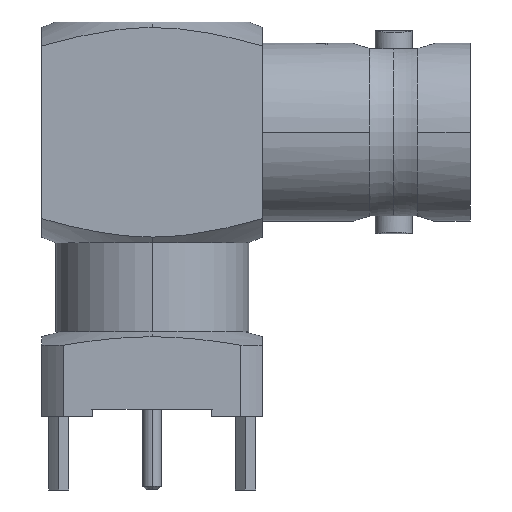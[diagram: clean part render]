
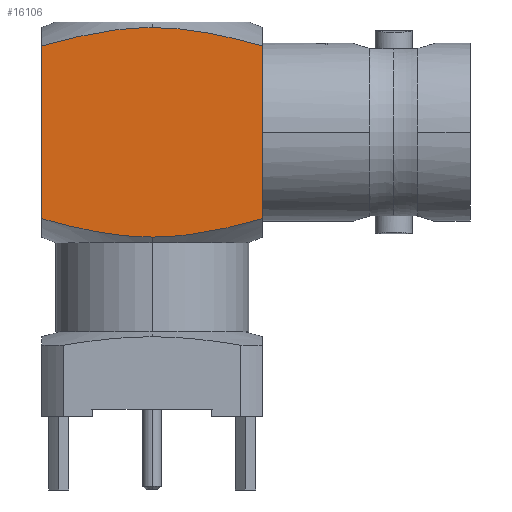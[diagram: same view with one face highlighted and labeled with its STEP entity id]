
A CAD part, left-side view. The second image highlights one B-rep face of the part: STEP entity #16106.
In plain terms, the highlighted planar face has unit normal (-1, 0, 0).
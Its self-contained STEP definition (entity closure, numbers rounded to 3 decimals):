
#29 = EDGE_CURVE ( 'NONE', #1958, #15203, #1333, .T. ) ;
#416 = CARTESIAN_POINT ( 'NONE',  ( -6., 2.027, -11.57 ) ) ;
#438 = CARTESIAN_POINT ( 'NONE',  ( -6., -6., -12. ) ) ;
#442 = CARTESIAN_POINT ( 'NONE',  ( -6., -6., -1.307 ) ) ;
#1058 = B_SPLINE_CURVE_WITH_KNOTS ( 'NONE', 3,
 ( #5306, #8204, #12542, #3877, #13985, #5360 ),
 .UNSPECIFIED., .F., .F.,
 ( 4, 2, 4 ),
 ( 0.006, 0.009, 0.012 ),
 .UNSPECIFIED. ) ;
#1117 = CARTESIAN_POINT ( 'NONE',  ( -6., -6., 0. ) ) ;
#1333 = B_SPLINE_CURVE_WITH_KNOTS ( 'NONE', 3,
 ( #7644, #12007, #12891, #1868, #416, #10567, #17790, #9086 ),
 .UNSPECIFIED., .F., .F.,
 ( 4, 2, 2, 4 ),
 ( 0.019, 0.022, 0.023, 0.025 ),
 .UNSPECIFIED. ) ;
#1601 = CARTESIAN_POINT ( 'NONE',  ( -6., -1.012, -11.697 ) ) ;
#1646 = LINE ( 'NONE', #17779, #12735 ) ;
#1868 = CARTESIAN_POINT ( 'NONE',  ( -6., 2.537, -11.495 ) ) ;
#1882 = DIRECTION ( 'NONE',  ( 0., 0., 1. ) ) ;
#1958 = VERTEX_POINT ( 'NONE', #17549 ) ;
#1966 = CARTESIAN_POINT ( 'NONE',  ( -6., 0., -0.303 ) ) ;
#2381 = VERTEX_POINT ( 'NONE', #11165 ) ;
#2423 = EDGE_CURVE ( 'NONE', #14735, #10212, #18736, .T. ) ;
#3048 = CARTESIAN_POINT ( 'NONE',  ( -6., -2.018, -11.589 ) ) ;
#3306 = VECTOR ( 'NONE', #15593, 1000. ) ;
#3551 = EDGE_CURVE ( 'NONE', #1958, #13551, #1646, .T. ) ;
#3687 = ORIENTED_EDGE ( 'NONE', *, *, #12111, .T. ) ;
#3877 = CARTESIAN_POINT ( 'NONE',  ( -6., -2.018, -0.411 ) ) ;
#4521 = CARTESIAN_POINT ( 'NONE',  ( -6., -5.016, -10.974 ) ) ;
#4566 = ORIENTED_EDGE ( 'NONE', *, *, #2423, .F. ) ;
#4919 = CARTESIAN_POINT ( 'NONE',  ( -6., 2.027, -0.43 ) ) ;
#5306 = CARTESIAN_POINT ( 'NONE',  ( -6., -6., -1.307 ) ) ;
#5360 = CARTESIAN_POINT ( 'NONE',  ( -6., 0., -0.303 ) ) ;
#5770 = FACE_OUTER_BOUND ( 'NONE', #11000, .T. ) ;
#6128 = AXIS2_PLACEMENT_3D ( 'NONE', #438, #10586, #1882 ) ;
#6386 = CARTESIAN_POINT ( 'NONE',  ( -6., 4.045, -0.78 ) ) ;
#6458 = ORIENTED_EDGE ( 'NONE', *, *, #15255, .T. ) ;
#6987 = ORIENTED_EDGE ( 'NONE', *, *, #3551, .F. ) ;
#7644 = CARTESIAN_POINT ( 'NONE',  ( -6., 6., -10.693 ) ) ;
#7804 = CARTESIAN_POINT ( 'NONE',  ( -6., 6., -1.307 ) ) ;
#8204 = CARTESIAN_POINT ( 'NONE',  ( -6., -5.016, -1.026 ) ) ;
#9070 = DIRECTION ( 'NONE',  ( 0., 0., 1. ) ) ;
#9086 = CARTESIAN_POINT ( 'NONE',  ( -6., 0., -11.697 ) ) ;
#10212 = VERTEX_POINT ( 'NONE', #11131 ) ;
#10567 = CARTESIAN_POINT ( 'NONE',  ( -6., 1.011, -11.671 ) ) ;
#10586 = DIRECTION ( 'NONE',  ( -1., 0., 0. ) ) ;
#10661 = CARTESIAN_POINT ( 'NONE',  ( -6., 0.505, -0.303 ) ) ;
#11000 = EDGE_LOOP ( 'NONE', ( #6987, #14397, #3687, #4566, #13322, #6458 ) ) ;
#11131 = CARTESIAN_POINT ( 'NONE',  ( -6., -6., -10.693 ) ) ;
#11165 = CARTESIAN_POINT ( 'NONE',  ( -6., 0., -0.303 ) ) ;
#11715 = CARTESIAN_POINT ( 'NONE',  ( -6., 0., -11.697 ) ) ;
#11976 = CARTESIAN_POINT ( 'NONE',  ( -6., 0., -11.697 ) ) ;
#12004 = EDGE_CURVE ( 'NONE', #14735, #2381, #1058, .T. ) ;
#12007 = CARTESIAN_POINT ( 'NONE',  ( -6., 5.027, -10.971 ) ) ;
#12111 = EDGE_CURVE ( 'NONE', #15203, #10212, #15054, .T. ) ;
#12542 = CARTESIAN_POINT ( 'NONE',  ( -6., -4.019, -0.774 ) ) ;
#12735 = VECTOR ( 'NONE', #9070, 1000. ) ;
#12891 = CARTESIAN_POINT ( 'NONE',  ( -6., 4.045, -11.22 ) ) ;
#13149 = CARTESIAN_POINT ( 'NONE',  ( -6., -4.019, -11.226 ) ) ;
#13322 = ORIENTED_EDGE ( 'NONE', *, *, #12004, .T. ) ;
#13531 = B_SPLINE_CURVE_WITH_KNOTS ( 'NONE', 3,
 ( #1966, #10661, #13537, #4919, #14989, #6386, #16493, #7804 ),
 .UNSPECIFIED., .F., .F.,
 ( 4, 2, 2, 4 ),
 ( 0.012, 0.014, 0.015, 0.018 ),
 .UNSPECIFIED. ) ;
#13537 = CARTESIAN_POINT ( 'NONE',  ( -6., 1.011, -0.329 ) ) ;
#13551 = VERTEX_POINT ( 'NONE', #14406 ) ;
#13985 = CARTESIAN_POINT ( 'NONE',  ( -6., -1.012, -0.303 ) ) ;
#14359 = PLANE ( 'NONE',  #6128 ) ;
#14397 = ORIENTED_EDGE ( 'NONE', *, *, #29, .T. ) ;
#14406 = CARTESIAN_POINT ( 'NONE',  ( -6., 6., -1.307 ) ) ;
#14621 = CARTESIAN_POINT ( 'NONE',  ( -6., -6., -10.693 ) ) ;
#14735 = VERTEX_POINT ( 'NONE', #442 ) ;
#14989 = CARTESIAN_POINT ( 'NONE',  ( -6., 2.537, -0.505 ) ) ;
#15054 = B_SPLINE_CURVE_WITH_KNOTS ( 'NONE', 3,
 ( #11715, #1601, #3048, #13149, #4521, #14621 ),
 .UNSPECIFIED., .F., .F.,
 ( 4, 2, 4 ),
 ( 0.025, 0.028, 0.031 ),
 .UNSPECIFIED. ) ;
#15203 = VERTEX_POINT ( 'NONE', #11976 ) ;
#15255 = EDGE_CURVE ( 'NONE', #2381, #13551, #13531, .T. ) ;
#15593 = DIRECTION ( 'NONE',  ( 0., 0., -1. ) ) ;
#16106 = ADVANCED_FACE ( 'NONE', ( #5770 ), #14359, .T. ) ;
#16493 = CARTESIAN_POINT ( 'NONE',  ( -6., 5.027, -1.029 ) ) ;
#17549 = CARTESIAN_POINT ( 'NONE',  ( -6., 6., -10.693 ) ) ;
#17779 = CARTESIAN_POINT ( 'NONE',  ( -6., 6., 0. ) ) ;
#17790 = CARTESIAN_POINT ( 'NONE',  ( -6., 0.505, -11.697 ) ) ;
#18736 = LINE ( 'NONE', #1117, #3306 ) ;
